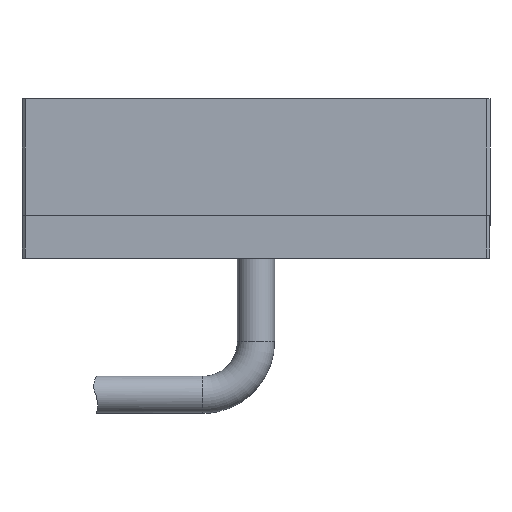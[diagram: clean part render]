
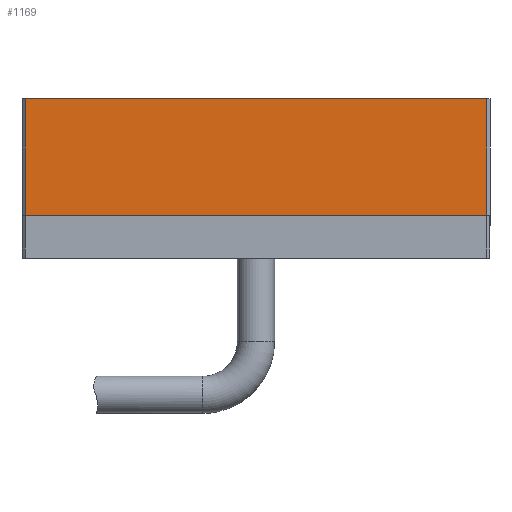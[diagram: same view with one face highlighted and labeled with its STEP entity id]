
A CAD part, front view. The second image highlights one B-rep face of the part: STEP entity #1169.
In plain terms, the highlighted planar face has unit normal (0, -1, 0).
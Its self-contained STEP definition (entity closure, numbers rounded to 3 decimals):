
#71 = LINE ( 'NONE', #72, #1624 ) ;
#72 = CARTESIAN_POINT ( 'NONE',  ( -22., -6., 11. ) ) ;
#73 = DIRECTION ( 'NONE',  ( 1., 0., 0. ) ) ;
#92 = LINE ( 'NONE', #93, #1646 ) ;
#93 = CARTESIAN_POINT ( 'NONE',  ( -21.7, -6., 11. ) ) ;
#94 = DIRECTION ( 'NONE',  ( 0., 0., -1. ) ) ;
#251 = VECTOR ( 'NONE', #524, 1000. ) ;
#272 = VECTOR ( 'NONE', #759, 1000. ) ;
#516 = LINE ( 'NONE', #523, #251 ) ;
#523 = CARTESIAN_POINT ( 'NONE',  ( 21.7, -6., 11. ) ) ;
#524 = DIRECTION ( 'NONE',  ( 0., 0., 1. ) ) ;
#610 = AXIS2_PLACEMENT_3D ( 'NONE', #1723, #1774, #1750 ) ;
#751 = CARTESIAN_POINT ( 'NONE',  ( -22., -6., 0. ) ) ;
#754 = LINE ( 'NONE', #751, #272 ) ;
#759 = DIRECTION ( 'NONE',  ( 1., 0., 0. ) ) ;
#836 = CARTESIAN_POINT ( 'NONE',  ( -21.7, -6., 11. ) ) ;
#1007 = ORIENTED_EDGE ( 'NONE', *, *, #1934, .T. ) ;
#1169 = ADVANCED_FACE ( 'NONE', ( #1770 ), #1759, .F. ) ;
#1236 = EDGE_LOOP ( 'NONE', ( #1422, #2330, #1007, #2406 ) ) ;
#1250 = VERTEX_POINT ( 'NONE', #1376 ) ;
#1355 = VERTEX_POINT ( 'NONE', #1892 ) ;
#1358 = VERTEX_POINT ( 'NONE', #1890 ) ;
#1376 = CARTESIAN_POINT ( 'NONE',  ( 21.7, -6., 11. ) ) ;
#1422 = ORIENTED_EDGE ( 'NONE', *, *, #2065, .F. ) ;
#1624 = VECTOR ( 'NONE', #73, 1000. ) ;
#1646 = VECTOR ( 'NONE', #94, 1000. ) ;
#1723 = CARTESIAN_POINT ( 'NONE',  ( -22., -6., 11. ) ) ;
#1750 = DIRECTION ( 'NONE',  ( 0., 0., 1. ) ) ;
#1759 = PLANE ( 'NONE',  #610 ) ;
#1770 = FACE_OUTER_BOUND ( 'NONE', #1236, .T. ) ;
#1774 = DIRECTION ( 'NONE',  ( 0., 1., 0. ) ) ;
#1890 = CARTESIAN_POINT ( 'NONE',  ( -21.7, -6., 0. ) ) ;
#1892 = CARTESIAN_POINT ( 'NONE',  ( 21.7, -6., 0. ) ) ;
#1934 = EDGE_CURVE ( 'NONE', #1358, #1355, #754, .T. ) ;
#2023 = EDGE_CURVE ( 'NONE', #1355, #1250, #516, .T. ) ;
#2065 = EDGE_CURVE ( 'NONE', #2314, #1250, #71, .T. ) ;
#2071 = EDGE_CURVE ( 'NONE', #2314, #1358, #92, .T. ) ;
#2314 = VERTEX_POINT ( 'NONE', #836 ) ;
#2330 = ORIENTED_EDGE ( 'NONE', *, *, #2071, .T. ) ;
#2406 = ORIENTED_EDGE ( 'NONE', *, *, #2023, .T. ) ;
